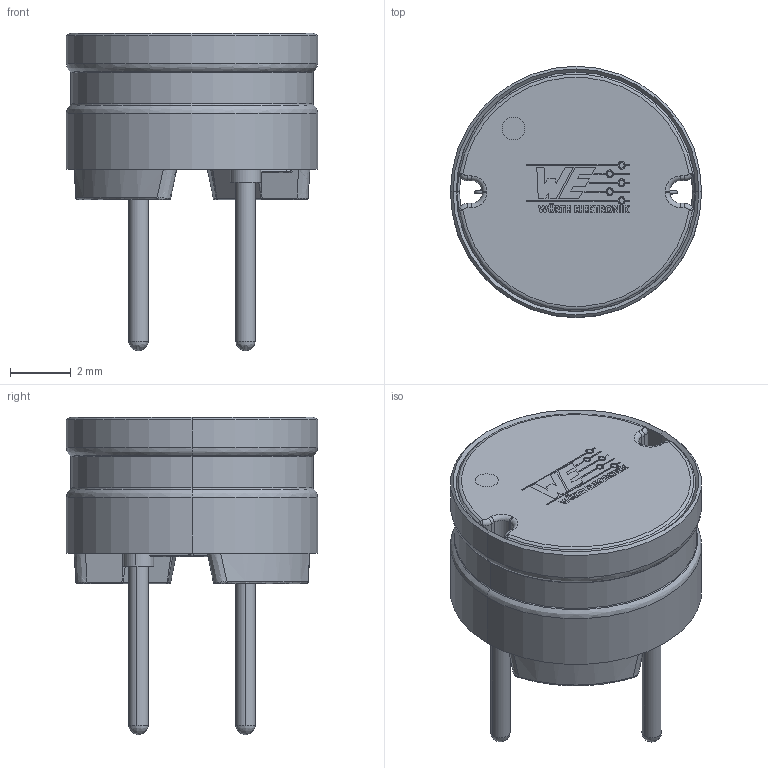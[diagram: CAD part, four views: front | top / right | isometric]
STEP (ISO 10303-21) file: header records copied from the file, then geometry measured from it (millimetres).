
FILE_DESCRIPTION (( 'STEP AP214' ), '1' );
FILE_NAME ('744741471.STEP', '2022-10-14T09:45:53', ( '' ), ( '' ), 'SwSTEP 2.0', 'SolidWorks 2022', '' );
FILE_SCHEMA (( 'AUTOMOTIVE_DESIGN' ));
Length unit declared in the file: millimetre
Products named in the file (6): Wurth Logo; Kern_1; Mantel; 744741471; Pin_4; Coil
Assembly tree (6 placements, depth 2):
  744741471
    Kern_1
    Mantel
    Pin_4  x2
    Wurth Logo
    Coil
Bounding box: 8.3 x 8.3 x 10.5 mm (x, y, z)
Volume: 194 mm3; surface area: 761.9 mm2
Topology: 30 solids, 30 shells, 523 faces, 1256 edges, 793 vertices
Faces by surface type: plane 245, bspline 176, cylinder 70, torus 16, cone 12, sphere 4
Entity records: 26401 total; most frequent: CARTESIAN_POINT 14987, ORIENTED_EDGE 2460, DIRECTION 1821, EDGE_CURVE 1230, VERTEX_POINT 781, LINE 715, VECTOR 715, AXIS2_PLACEMENT_3D 553
